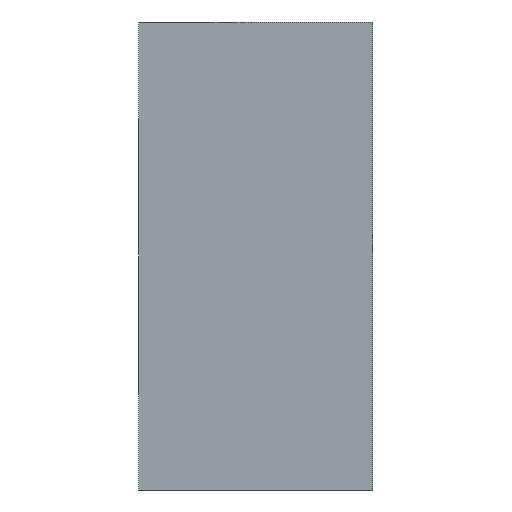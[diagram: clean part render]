
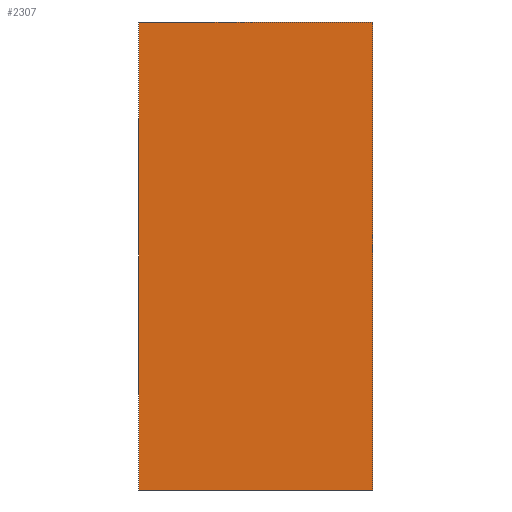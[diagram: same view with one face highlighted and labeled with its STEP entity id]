
A CAD part, left-side view. The second image highlights one B-rep face of the part: STEP entity #2307.
In plain terms, the highlighted planar face has unit normal (-1, 0, 0).
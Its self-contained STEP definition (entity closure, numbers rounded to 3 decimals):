
#58 = EDGE_CURVE ( 'NONE', #1325, #1744, #1731, .T. ) ;
#76 = EDGE_CURVE ( 'NONE', #380, #1325, #1960, .T. ) ;
#264 = PLANE ( 'NONE',  #1479 ) ;
#296 = ORIENTED_EDGE ( 'NONE', *, *, #58, .T. ) ;
#329 = DIRECTION ( 'NONE',  ( 0., 0., 1. ) ) ;
#380 = VERTEX_POINT ( 'NONE', #821 ) ;
#420 = LINE ( 'NONE', #1303, #580 ) ;
#535 = DIRECTION ( 'NONE',  ( 0., 0., -1. ) ) ;
#570 = ORIENTED_EDGE ( 'NONE', *, *, #76, .T. ) ;
#580 = VECTOR ( 'NONE', #599, 1000. ) ;
#599 = DIRECTION ( 'NONE',  ( 0., 0., 1. ) ) ;
#680 = LINE ( 'NONE', #1723, #1460 ) ;
#721 = DIRECTION ( 'NONE',  ( 1., 0., 0. ) ) ;
#813 = DIRECTION ( 'NONE',  ( 0., -1., 0. ) ) ;
#821 = CARTESIAN_POINT ( 'NONE',  ( -0.8, 0.4, -0.4 ) ) ;
#877 = EDGE_CURVE ( 'NONE', #1637, #1744, #680, .T. ) ;
#1084 = CARTESIAN_POINT ( 'NONE',  ( -0.8, 0.4, 0.4 ) ) ;
#1114 = EDGE_LOOP ( 'NONE', ( #296, #2290, #2096, #570 ) ) ;
#1303 = CARTESIAN_POINT ( 'NONE',  ( -0.8, 0.4, -0.4 ) ) ;
#1325 = VERTEX_POINT ( 'NONE', #1897 ) ;
#1341 = VECTOR ( 'NONE', #329, 1000. ) ;
#1402 = EDGE_CURVE ( 'NONE', #380, #1637, #420, .T. ) ;
#1403 = CARTESIAN_POINT ( 'NONE',  ( -0.8, 0.4, -0.4 ) ) ;
#1407 = DIRECTION ( 'NONE',  ( 0., -1., 0. ) ) ;
#1460 = VECTOR ( 'NONE', #1407, 1000. ) ;
#1479 = AXIS2_PLACEMENT_3D ( 'NONE', #1847, #721, #535 ) ;
#1637 = VERTEX_POINT ( 'NONE', #1084 ) ;
#1723 = CARTESIAN_POINT ( 'NONE',  ( -0.8, 0.4, 0.4 ) ) ;
#1731 = LINE ( 'NONE', #2320, #1341 ) ;
#1744 = VERTEX_POINT ( 'NONE', #2313 ) ;
#1847 = CARTESIAN_POINT ( 'NONE',  ( -0.8, 0.4, -0.4 ) ) ;
#1897 = CARTESIAN_POINT ( 'NONE',  ( -0.8, 0., -0.4 ) ) ;
#1900 = FACE_OUTER_BOUND ( 'NONE', #1114, .T. ) ;
#1960 = LINE ( 'NONE', #1403, #2289 ) ;
#2096 = ORIENTED_EDGE ( 'NONE', *, *, #1402, .F. ) ;
#2289 = VECTOR ( 'NONE', #813, 1000. ) ;
#2290 = ORIENTED_EDGE ( 'NONE', *, *, #877, .F. ) ;
#2307 = ADVANCED_FACE ( 'NONE', ( #1900 ), #264, .F. ) ;
#2313 = CARTESIAN_POINT ( 'NONE',  ( -0.8, 0., 0.4 ) ) ;
#2320 = CARTESIAN_POINT ( 'NONE',  ( -0.8, 0., -0.4 ) ) ;
